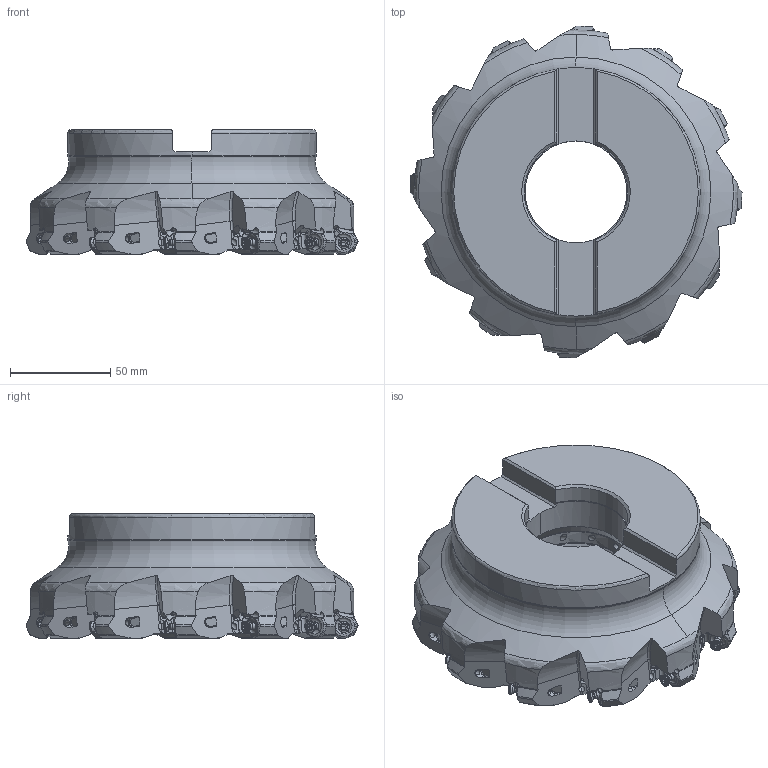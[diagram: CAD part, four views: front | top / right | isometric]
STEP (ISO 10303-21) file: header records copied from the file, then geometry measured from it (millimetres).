
FILE_DESCRIPTION(/* description */ (''),/* implementation_level */ '2;1');
FILE_NAME(/* name */ 'AHX475SUR0612FA.stp',/* time_stamp */ '2017-10-10T15:50:43+09:00',/* author */ (''),/* organization */ (''),/* preprocessor_version */ 'ST-DEVELOPER v16',/* originating_system */ 'SIEMENS PLM Software NX 10.0',/* authorisation */ '');
FILE_SCHEMA (('AUTOMOTIVE_DESIGN { 1 0 10303 214 3 1 1 1 }'));
Products named in the file (1): AHX475SUR0612FA_ASM
Bounding box: 165.67 x 165.67 x 62.18 mm (x, y, z)
Volume: 719726.2 mm3; surface area: 83029.1 mm2
Topology: 13 solids, 13 shells, 1608 faces, 4565 edges, 2969 vertices
Faces by surface type: cylinder 648, torus 340, plane 320, cone 156, extrusion 72, bspline 48, sphere 24
Entity records: 65670 total; most frequent: CARTESIAN_POINT 24478, ORIENTED_EDGE 9082, DIRECTION 8297, EDGE_CURVE 4541, AXIS2_PLACEMENT_3D 3474, VERTEX_POINT 2969, EDGE_LOOP 1668, CIRCLE 1630
